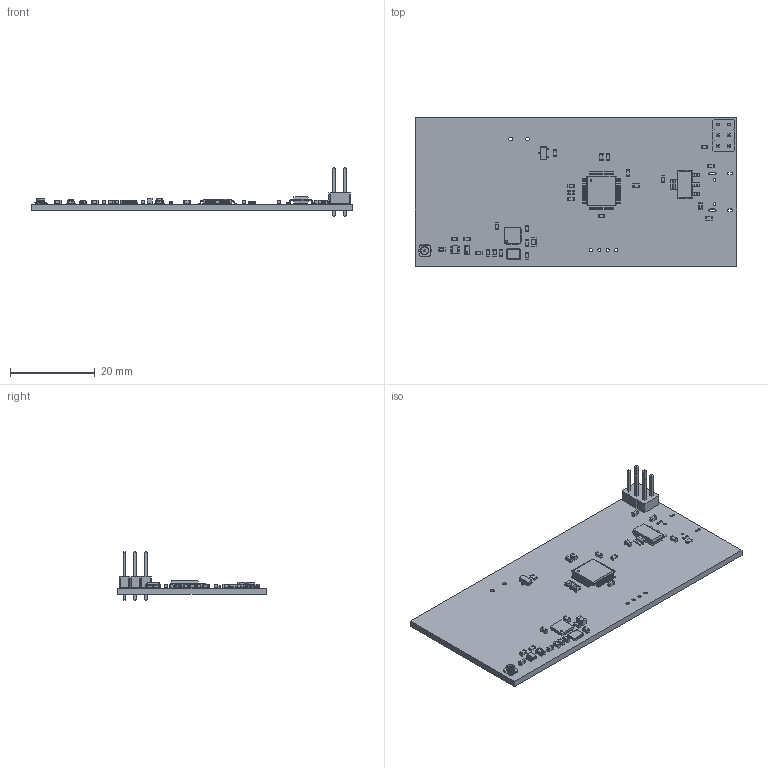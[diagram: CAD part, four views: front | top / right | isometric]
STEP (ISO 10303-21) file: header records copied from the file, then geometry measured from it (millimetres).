
FILE_DESCRIPTION(('KiCad electronic assembly'),'2;1');
FILE_NAME('gs.step','2025-07-20T16:22:38',('Pcbnew'),('Kicad'), 'Open CASCADE STEP processor 7.8','KiCad to STEP converter','Unknown' );
FILE_SCHEMA(('AUTOMOTIVE_DESIGN { 1 0 10303 214 1 1 1 1 }'));
Length unit declared in the file: millimetre
Products named in the file (18): gs 1; C_0603_1608Metric; R_0603_1608Metric; L_0603_1608Metric; SOT-23; Crystal_SMD_3225-4Pin_3.2x2.5mm; U.FL_Hirose_U.FL-R-SMT-1_Vertical; SOT-363_SC-70-6; SOT-223; QFN-24-1EP_4x4mm_P0.5mm_EP2.6x2.6mm; Balun_Johanson_0900FM15K0039; gs 1.27.1; gs 1.27.2; gs 1.27.3; PinHeader_2x03_P2.54mm_Vertical; TQFP-48_7x7mm_P0.5mm; L_0805_2012Metric; gs_PCB
Assembly tree (39 placements, depth 3):
  gs 1
    C_0603_1608Metric  x20
    R_0603_1608Metric  x4
    L_0603_1608Metric
    SOT-23
    Crystal_SMD_3225-4Pin_3.2x2.5mm
    U.FL_Hirose_U.FL-R-SMT-1_Vertical
    SOT-363_SC-70-6
    SOT-223
    QFN-24-1EP_4x4mm_P0.5mm_EP2.6x2.6mm
    Balun_Johanson_0900FM15K0039
      gs 1.27.1
      gs 1.27.2
      gs 1.27.3
    PinHeader_2x03_P2.54mm_Vertical
    TQFP-48_7x7mm_P0.5mm
    L_0805_2012Metric
    gs_PCB
Bounding box: 76 x 35 x 11.54 mm (x, y, z)
Volume: 4258.4 mm3; surface area: 6571.5 mm2
Topology: 47 solids, 47 shells, 2246 faces, 5865 edges, 3775 vertices
Faces by surface type: plane 1544, cylinder 609, bspline 89, cone 3, sphere 1
Full cylindrical faces by diameter (mm): 0.2 x1, 0.4 x1, 0.5 x1, 0.65 x2, 0.762 x4, 0.9 x2, 1 x6, 1.8 x1, 1.92 x1, 2 x2
Entity records: 61848 total; most frequent: CARTESIAN_POINT 9070, ORIENTED_EDGE 8583, DIRECTION 8087, EDGE_CURVE 4292, LINE 3463, VECTOR 3463, VERTEX_POINT 2731, AXIS2_PLACEMENT_3D 2312
